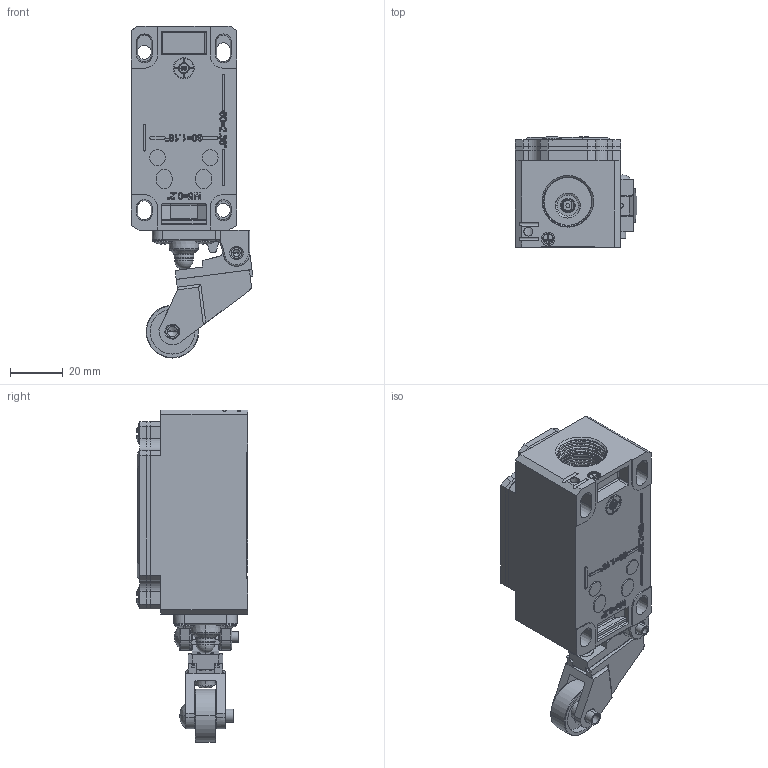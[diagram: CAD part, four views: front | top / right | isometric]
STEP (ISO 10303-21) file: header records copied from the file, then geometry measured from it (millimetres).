
FILE_DESCRIPTION((''),'2;1');
FILE_NAME('212890_ASM','2019-09-30T13:55:46',('pdmadmin'),('BANNER ENGINEERING'),'CREO PARAMETRIC BY PTC INC, 2018300','CREO PARAMETRIC BY PTC INC, 2018300','');
FILE_SCHEMA(('CONFIG_CONTROL_DESIGN'));
Products named in the file (7): 6187121126_1_1; 6187121126_1_2; 6187121126_1_3; 6187121126_1_4; 6187121126_1_5; 93047---SI-LM40L20D_ASM; 212890_ASM
Assembly tree (6 placements, depth 3):
  212890_ASM
    93047---SI-LM40L20D_ASM
      6187121126_1_1
      6187121126_1_2
      6187121126_1_3
      6187121126_1_4
      6187121126_1_5
Bounding box: 46.18 x 42.22 x 126.09 mm (x, y, z)
Volume: 56447.2 mm3; surface area: 48216.6 mm2
Topology: 5 solids, 6 shells, 1939 faces, 5076 edges, 3176 vertices
Faces by surface type: plane 953, cylinder 373, extrusion 315, cone 143, bspline 67, sphere 46, torus 42
Entity records: 66245 total; most frequent: CARTESIAN_POINT 20466, ORIENTED_EDGE 10028, DIRECTION 8289, EDGE_CURVE 5014, VECTOR 3197, VERTEX_POINT 3176, LINE 2882, AXIS2_PLACEMENT_3D 2546
